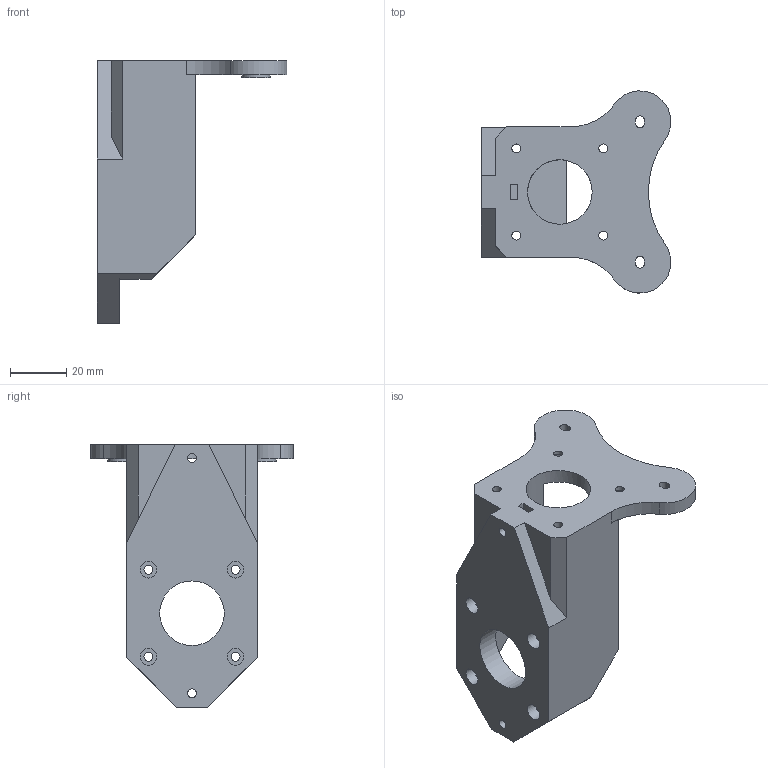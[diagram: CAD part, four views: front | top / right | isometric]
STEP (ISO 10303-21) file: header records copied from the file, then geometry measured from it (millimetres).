
FILE_DESCRIPTION(('FreeCAD Model'),'2;1');
FILE_NAME('gimbal-bracket.step', '2019-10-22T22:30:49',('Author'),(''), 'Open CASCADE STEP processor 7.3','FreeCAD','Unknown');
FILE_SCHEMA(('AUTOMOTIVE_DESIGN { 1 0 10303 214 1 1 1 1 }'));
Length unit declared in the file: millimetre
Products named in the file (1): Pocket100
Bounding box: 67.48 x 71.93 x 93.5 mm (x, y, z)
Volume: 68678.8 mm3; surface area: 24998.9 mm2
Topology: 1 solids, 1 shells, 89 faces, 228 edges, 152 vertices
Faces by surface type: plane 50, cylinder 39
Full cylindrical faces by diameter (mm): 3.2 x12, 6 x8, 8 x2, 10 x2, 23 x2
Entity records: 6190 total; most frequent: CARTESIAN_POINT 1519, DIRECTION 874, ORIENTED_EDGE 456, PCURVE 456, DEFINITIONAL_REPRESENTATION 456, LINE 455, VECTOR 455, EDGE_CURVE 228
